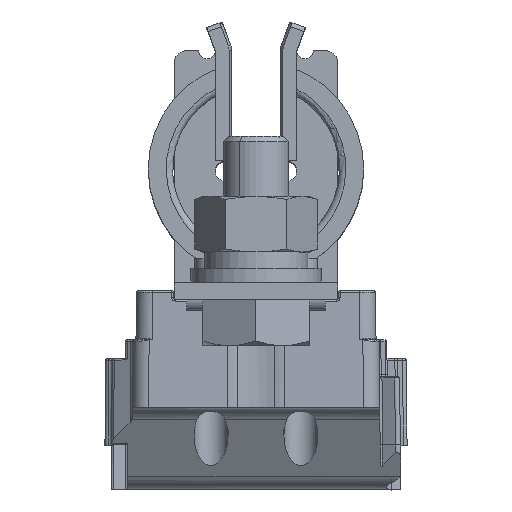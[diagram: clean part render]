
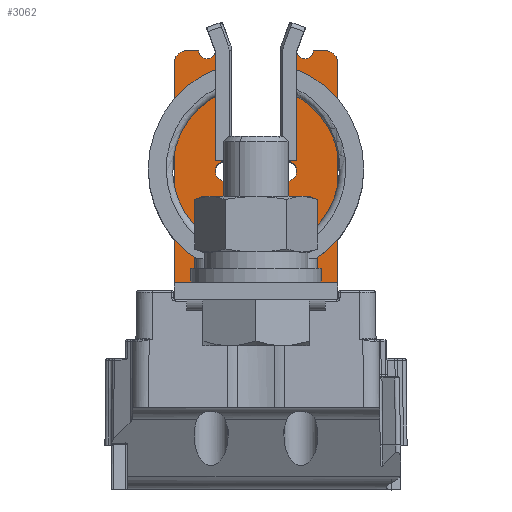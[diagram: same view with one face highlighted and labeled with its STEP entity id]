
A CAD part, top view. The second image highlights one B-rep face of the part: STEP entity #3062.
In plain terms, the highlighted planar face has unit normal (0, 0, 1).
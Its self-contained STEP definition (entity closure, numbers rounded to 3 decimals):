
#519=DIRECTION('',(0.,1.,0.));
#520=VECTOR('',#519,8.);
#521=CARTESIAN_POINT('',(5.,17.,2.));
#522=LINE('',#521,#520);
#526=DIRECTION('',(-0.707,0.707,0.));
#527=VECTOR('',#526,0.707);
#528=CARTESIAN_POINT('',(5.,25.,2.));
#529=LINE('',#528,#527);
#533=DIRECTION('',(0.,1.,0.));
#534=VECTOR('',#533,3.);
#535=CARTESIAN_POINT('',(4.5,25.5,2.));
#536=LINE('',#535,#534);
#540=DIRECTION('',(1.,0.,0.));
#541=VECTOR('',#540,0.5);
#542=CARTESIAN_POINT('',(4.5,28.5,2.));
#543=LINE('',#542,#541);
#547=DIRECTION('',(0.,1.,0.));
#548=VECTOR('',#547,2.);
#549=CARTESIAN_POINT('',(5.,28.5,2.));
#550=LINE('',#549,#548);
#554=CARTESIAN_POINT('',(6.,30.5,2.));
#555=DIRECTION('',(0.,0.,1.));
#556=DIRECTION('',(-1.,0.,0.));
#557=AXIS2_PLACEMENT_3D('',#554,#555,#556);
#562=DIRECTION('',(1.,0.,0.));
#563=VECTOR('',#562,1.5);
#564=CARTESIAN_POINT('',(7.,30.5,2.));
#565=LINE('',#564,#563);
#569=CARTESIAN_POINT('',(8.5,29.,2.));
#570=DIRECTION('',(0.,0.,-1.));
#571=DIRECTION('',(0.,1.,0.));
#572=AXIS2_PLACEMENT_3D('',#569,#570,#571);
#577=DIRECTION('',(0.,-1.,0.));
#578=VECTOR('',#577,27.);
#579=CARTESIAN_POINT('',(10.,29.,2.));
#580=LINE('',#579,#578);
#584=DIRECTION('',(-1.,0.,0.));
#585=VECTOR('',#584,20.);
#586=CARTESIAN_POINT('',(10.,2.,2.));
#587=LINE('',#586,#585);
#591=DIRECTION('',(0.,1.,0.));
#592=VECTOR('',#591,27.);
#593=CARTESIAN_POINT('',(-10.,2.,2.));
#594=LINE('',#593,#592);
#598=CARTESIAN_POINT('',(-8.5,29.,2.));
#599=DIRECTION('',(0.,0.,-1.));
#600=DIRECTION('',(-1.,0.,0.));
#601=AXIS2_PLACEMENT_3D('',#598,#599,#600);
#606=DIRECTION('',(1.,0.,0.));
#607=VECTOR('',#606,1.5);
#608=CARTESIAN_POINT('',(-8.5,30.5,2.));
#609=LINE('',#608,#607);
#613=CARTESIAN_POINT('',(-6.,30.5,2.));
#614=DIRECTION('',(0.,0.,1.));
#615=DIRECTION('',(-1.,0.,0.));
#616=AXIS2_PLACEMENT_3D('',#613,#614,#615);
#621=DIRECTION('',(1.,0.,0.));
#622=VECTOR('',#621,0.5);
#623=CARTESIAN_POINT('',(-5.,28.5,2.));
#624=LINE('',#623,#622);
#628=DIRECTION('',(0.,-1.,0.));
#629=VECTOR('',#628,3.);
#630=CARTESIAN_POINT('',(-4.5,28.5,2.));
#631=LINE('',#630,#629);
#635=DIRECTION('',(-0.707,-0.707,0.));
#636=VECTOR('',#635,0.707);
#637=CARTESIAN_POINT('',(-4.5,25.5,2.));
#638=LINE('',#637,#636);
#642=DIRECTION('',(1.,0.,0.));
#643=VECTOR('',#642,1.25);
#644=CARTESIAN_POINT('',(-5.,17.,2.));
#645=LINE('',#644,#643);
#649=CARTESIAN_POINT('',(-3.75,15.75,2.));
#650=DIRECTION('',(0.,0.,1.));
#651=DIRECTION('',(0.,1.,0.));
#652=AXIS2_PLACEMENT_3D('',#649,#650,#651);
#657=CARTESIAN_POINT('',(-3.75,15.75,2.));
#658=DIRECTION('',(0.,0.,1.));
#659=DIRECTION('',(-1.,0.,0.));
#660=AXIS2_PLACEMENT_3D('',#657,#658,#659);
#665=DIRECTION('',(1.,0.,0.));
#666=VECTOR('',#665,2.75);
#667=CARTESIAN_POINT('',(-3.75,14.5,2.));
#668=LINE('',#667,#666);
#672=DIRECTION('',(0.,-1.,0.));
#673=VECTOR('',#672,7.984);
#674=CARTESIAN_POINT('',(-1.,14.5,2.));
#675=LINE('',#674,#673);
#679=CARTESIAN_POINT('',(0.,4.5,2.));
#680=DIRECTION('',(0.,0.,1.));
#681=DIRECTION('',(-0.444,0.896,0.));
#682=AXIS2_PLACEMENT_3D('',#679,#680,#681);
#687=CARTESIAN_POINT('',(0.,4.5,2.));
#688=DIRECTION('',(0.,0.,1.));
#689=DIRECTION('',(-1.,0.,0.));
#690=AXIS2_PLACEMENT_3D('',#687,#688,#689);
#695=CARTESIAN_POINT('',(0.,4.5,2.));
#696=DIRECTION('',(0.,0.,1.));
#697=DIRECTION('',(1.,0.,0.));
#698=AXIS2_PLACEMENT_3D('',#695,#696,#697);
#703=DIRECTION('',(0.,1.,0.));
#704=VECTOR('',#703,7.984);
#705=CARTESIAN_POINT('',(1.,6.516,2.));
#706=LINE('',#705,#704);
#710=DIRECTION('',(1.,0.,0.));
#711=VECTOR('',#710,2.75);
#712=CARTESIAN_POINT('',(1.,14.5,2.));
#713=LINE('',#712,#711);
#717=CARTESIAN_POINT('',(3.75,15.75,2.));
#718=DIRECTION('',(0.,0.,1.));
#719=DIRECTION('',(0.,-1.,0.));
#720=AXIS2_PLACEMENT_3D('',#717,#718,#719);
#725=CARTESIAN_POINT('',(3.75,15.75,2.));
#726=DIRECTION('',(0.,0.,1.));
#727=DIRECTION('',(1.,0.,0.));
#728=AXIS2_PLACEMENT_3D('',#725,#726,#727);
#733=DIRECTION('',(1.,0.,0.));
#734=VECTOR('',#733,1.25);
#735=CARTESIAN_POINT('',(3.75,17.,2.));
#736=LINE('',#735,#734);
#2071=DIRECTION('',(0.,1.,0.));
#2072=VECTOR('',#2071,2.);
#2073=CARTESIAN_POINT('',(-5.,28.5,2.));
#2074=LINE('',#2073,#2072);
#2092=DIRECTION('',(0.,1.,0.));
#2093=VECTOR('',#2092,8.);
#2094=CARTESIAN_POINT('',(-5.,17.,2.));
#2095=LINE('',#2094,#2093);
#2272=CARTESIAN_POINT('',(-3.75,14.5,2.));
#2273=VERTEX_POINT('',#2272);
#2274=CARTESIAN_POINT('',(-5.,15.75,2.));
#2275=VERTEX_POINT('',#2274);
#2276=CARTESIAN_POINT('',(-3.75,17.,2.));
#2277=VERTEX_POINT('',#2276);
#2278=CARTESIAN_POINT('',(-1.,14.5,2.));
#2279=VERTEX_POINT('',#2278);
#2280=CARTESIAN_POINT('',(-1.,6.516,2.));
#2281=VERTEX_POINT('',#2280);
#2282=CARTESIAN_POINT('',(1.,6.516,2.));
#2283=VERTEX_POINT('',#2282);
#2284=CARTESIAN_POINT('',(2.25,4.5,2.));
#2285=VERTEX_POINT('',#2284);
#2286=CARTESIAN_POINT('',(-2.25,4.5,2.));
#2287=VERTEX_POINT('',#2286);
#2288=CARTESIAN_POINT('',(1.,14.5,2.));
#2289=VERTEX_POINT('',#2288);
#2290=CARTESIAN_POINT('',(3.75,14.5,2.));
#2291=VERTEX_POINT('',#2290);
#2293=CARTESIAN_POINT('',(3.75,17.,2.));
#2294=VERTEX_POINT('',#2293);
#2295=CARTESIAN_POINT('',(5.,15.75,2.));
#2296=VERTEX_POINT('',#2295);
#2305=CARTESIAN_POINT('',(7.,30.5,2.));
#2306=VERTEX_POINT('',#2305);
#2307=CARTESIAN_POINT('',(5.,30.5,2.));
#2308=VERTEX_POINT('',#2307);
#2309=CARTESIAN_POINT('',(8.5,30.5,2.));
#2310=VERTEX_POINT('',#2309);
#2311=CARTESIAN_POINT('',(10.,29.,2.));
#2312=VERTEX_POINT('',#2311);
#2319=CARTESIAN_POINT('',(10.,2.,2.));
#2320=VERTEX_POINT('',#2319);
#2323=CARTESIAN_POINT('',(-10.,2.,2.));
#2324=CARTESIAN_POINT('',(-10.,29.,2.));
#2325=VERTEX_POINT('',#2323);
#2326=VERTEX_POINT('',#2324);
#2331=CARTESIAN_POINT('',(5.,17.,2.));
#2332=CARTESIAN_POINT('',(5.,25.,2.));
#2333=VERTEX_POINT('',#2331);
#2334=VERTEX_POINT('',#2332);
#2335=CARTESIAN_POINT('',(4.5,25.5,2.));
#2336=VERTEX_POINT('',#2335);
#2337=CARTESIAN_POINT('',(4.5,28.5,2.));
#2338=VERTEX_POINT('',#2337);
#2339=CARTESIAN_POINT('',(5.,28.5,2.));
#2340=VERTEX_POINT('',#2339);
#2341=CARTESIAN_POINT('',(-8.5,30.5,2.));
#2342=VERTEX_POINT('',#2341);
#2343=CARTESIAN_POINT('',(-7.,30.5,2.));
#2344=VERTEX_POINT('',#2343);
#2345=CARTESIAN_POINT('',(-5.,30.5,2.));
#2346=VERTEX_POINT('',#2345);
#2347=CARTESIAN_POINT('',(-5.,28.5,2.));
#2348=VERTEX_POINT('',#2347);
#2349=CARTESIAN_POINT('',(-4.5,28.5,2.));
#2350=VERTEX_POINT('',#2349);
#2351=CARTESIAN_POINT('',(-4.5,25.5,2.));
#2352=VERTEX_POINT('',#2351);
#2353=CARTESIAN_POINT('',(-5.,25.,2.));
#2354=VERTEX_POINT('',#2353);
#2355=CARTESIAN_POINT('',(-5.,17.,2.));
#2356=VERTEX_POINT('',#2355);
#3007=CARTESIAN_POINT('',(0.,0.,2.));
#3008=DIRECTION('',(0.,0.,1.));
#3009=DIRECTION('',(1.,0.,0.));
#3010=AXIS2_PLACEMENT_3D('',#3007,#3008,#3009);
#3011=PLANE('',#3010);
#3013=ORIENTED_EDGE('',*,*,#3012,.T.);
#3015=ORIENTED_EDGE('',*,*,#3014,.T.);
#3017=ORIENTED_EDGE('',*,*,#3016,.T.);
#3019=ORIENTED_EDGE('',*,*,#3018,.T.);
#3021=ORIENTED_EDGE('',*,*,#3020,.T.);
#3022=ORIENTED_EDGE('',*,*,#2875,.T.);
#3023=ORIENTED_EDGE('',*,*,#2898,.T.);
#3024=ORIENTED_EDGE('',*,*,#2919,.T.);
#3025=ORIENTED_EDGE('',*,*,#2946,.T.);
#3027=ORIENTED_EDGE('',*,*,#3026,.T.);
#3028=ORIENTED_EDGE('',*,*,#2985,.T.);
#3030=ORIENTED_EDGE('',*,*,#3029,.T.);
#3032=ORIENTED_EDGE('',*,*,#3031,.T.);
#3034=ORIENTED_EDGE('',*,*,#3033,.T.);
#3036=ORIENTED_EDGE('',*,*,#3035,.F.);
#3038=ORIENTED_EDGE('',*,*,#3037,.T.);
#3040=ORIENTED_EDGE('',*,*,#3039,.T.);
#3042=ORIENTED_EDGE('',*,*,#3041,.T.);
#3044=ORIENTED_EDGE('',*,*,#3043,.F.);
#3046=ORIENTED_EDGE('',*,*,#3045,.T.);
#3047=ORIENTED_EDGE('',*,*,#2671,.T.);
#3048=ORIENTED_EDGE('',*,*,#2669,.T.);
#3049=ORIENTED_EDGE('',*,*,#2693,.T.);
#3050=ORIENTED_EDGE('',*,*,#2714,.T.);
#3051=ORIENTED_EDGE('',*,*,#2742,.T.);
#3052=ORIENTED_EDGE('',*,*,#2740,.T.);
#3053=ORIENTED_EDGE('',*,*,#2738,.T.);
#3054=ORIENTED_EDGE('',*,*,#2763,.T.);
#3055=ORIENTED_EDGE('',*,*,#2784,.T.);
#3056=ORIENTED_EDGE('',*,*,#2808,.T.);
#3057=ORIENTED_EDGE('',*,*,#2806,.T.);
#3059=ORIENTED_EDGE('',*,*,#3058,.T.);
#3060=EDGE_LOOP('',(#3013,#3015,#3017,#3019,#3021,#3022,#3023,#3024,#3025,#3027,
#3028,#3030,#3032,#3034,#3036,#3038,#3040,#3042,#3044,#3046,#3047,#3048,#3049,
#3050,#3051,#3052,#3053,#3054,#3055,#3056,#3057,#3059));
#3061=FACE_OUTER_BOUND('',#3060,.F.);
#558=CIRCLE('',#557,1.);
#573=CIRCLE('',#572,1.5);
#602=CIRCLE('',#601,1.5);
#617=CIRCLE('',#616,1.);
#653=CIRCLE('',#652,1.25);
#661=CIRCLE('',#660,1.25);
#683=CIRCLE('',#682,2.25);
#691=CIRCLE('',#690,2.25);
#699=CIRCLE('',#698,2.25);
#721=CIRCLE('',#720,1.25);
#729=CIRCLE('',#728,1.25);
#2669=EDGE_CURVE('',#2275,#2273,#661,.T.);
#2671=EDGE_CURVE('',#2277,#2275,#653,.T.);
#2693=EDGE_CURVE('',#2273,#2279,#668,.T.);
#2714=EDGE_CURVE('',#2279,#2281,#675,.T.);
#2738=EDGE_CURVE('',#2285,#2283,#699,.T.);
#2740=EDGE_CURVE('',#2287,#2285,#691,.T.);
#2742=EDGE_CURVE('',#2281,#2287,#683,.T.);
#2763=EDGE_CURVE('',#2283,#2289,#706,.T.);
#2784=EDGE_CURVE('',#2289,#2291,#713,.T.);
#2806=EDGE_CURVE('',#2296,#2294,#729,.T.);
#2808=EDGE_CURVE('',#2291,#2296,#721,.T.);
#2875=EDGE_CURVE('',#2308,#2306,#558,.T.);
#2898=EDGE_CURVE('',#2306,#2310,#565,.T.);
#2919=EDGE_CURVE('',#2310,#2312,#573,.T.);
#2946=EDGE_CURVE('',#2312,#2320,#580,.T.);
#2985=EDGE_CURVE('',#2325,#2326,#594,.T.);
#3012=EDGE_CURVE('',#2333,#2334,#522,.T.);
#3014=EDGE_CURVE('',#2334,#2336,#529,.T.);
#3016=EDGE_CURVE('',#2336,#2338,#536,.T.);
#3018=EDGE_CURVE('',#2338,#2340,#543,.T.);
#3020=EDGE_CURVE('',#2340,#2308,#550,.T.);
#3026=EDGE_CURVE('',#2320,#2325,#587,.T.);
#3029=EDGE_CURVE('',#2326,#2342,#602,.T.);
#3031=EDGE_CURVE('',#2342,#2344,#609,.T.);
#3033=EDGE_CURVE('',#2344,#2346,#617,.T.);
#3035=EDGE_CURVE('',#2348,#2346,#2074,.T.);
#3037=EDGE_CURVE('',#2348,#2350,#624,.T.);
#3039=EDGE_CURVE('',#2350,#2352,#631,.T.);
#3041=EDGE_CURVE('',#2352,#2354,#638,.T.);
#3043=EDGE_CURVE('',#2356,#2354,#2095,.T.);
#3045=EDGE_CURVE('',#2356,#2277,#645,.T.);
#3058=EDGE_CURVE('',#2294,#2333,#736,.T.);
#3062=ADVANCED_FACE('',(#3061),#3011,.T.);
